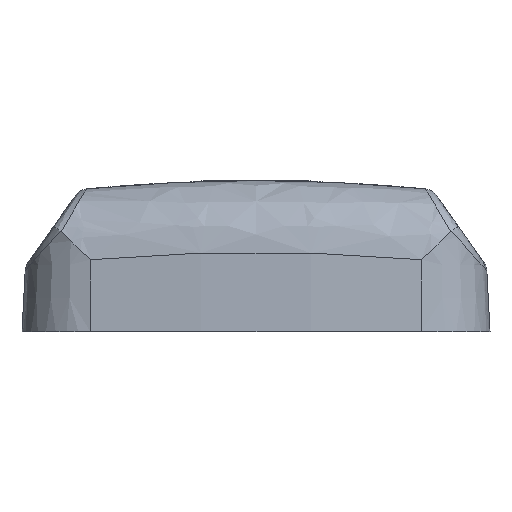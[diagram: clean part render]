
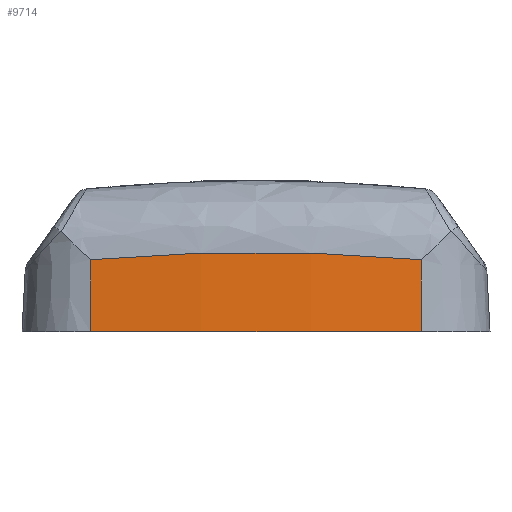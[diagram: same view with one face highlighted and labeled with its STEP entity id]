
A CAD part, front view. The second image highlights one B-rep face of the part: STEP entity #9714.
In plain terms, the highlighted conical face has half-angle 3 degrees and reference radius 348.166 mm.
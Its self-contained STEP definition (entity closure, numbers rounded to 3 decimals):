
#405 = CARTESIAN_POINT ( 'NONE',  ( 32.84, -121.703, 14.307 ) ) ;
#1221 = DIRECTION ( 'NONE',  ( 0.005, -0.052, -0.999 ) ) ;
#1635 = CARTESIAN_POINT ( 'NONE',  ( -32.91, -122.449, 0. ) ) ;
#1737 = AXIS2_PLACEMENT_3D ( 'NONE', #6084, #16852, #12893 ) ;
#2040 = VERTEX_POINT ( 'NONE', #15401 ) ;
#2958 = CARTESIAN_POINT ( 'NONE',  ( 21.937, -122.681, 15.291 ) ) ;
#3144 = CARTESIAN_POINT ( 'NONE',  ( -10.991, -123.173, 15.785 ) ) ;
#4182 = EDGE_CURVE ( 'NONE', #16060, #2040, #5656, .T. ) ;
#4302 = CARTESIAN_POINT ( 'NONE',  ( 10.991, -123.173, 15.785 ) ) ;
#4556 = CARTESIAN_POINT ( 'NONE',  ( 32.84, -121.703, 14.307 ) ) ;
#5656 = B_SPLINE_CURVE_WITH_KNOTS ( 'NONE', 3,
 ( #405, #2958, #4302, #3144, #16403, #15272 ),
 .UNSPECIFIED., .F., .F.,
 ( 4, 2, 4 ),
 ( 0., 0.033, 0.066 ),
 .UNSPECIFIED. ) ;
#6084 = CARTESIAN_POINT ( 'NONE',  ( 0., 226., 35. ) ) ;
#6377 = CARTESIAN_POINT ( 'NONE',  ( 32.91, -122.449, 0. ) ) ;
#7035 = DIRECTION ( 'NONE',  ( 0., 0., 1. ) ) ;
#8130 = AXIS2_PLACEMENT_3D ( 'NONE', #13928, #7035, #9824 ) ;
#8142 = VERTEX_POINT ( 'NONE', #1635 ) ;
#8289 = EDGE_CURVE ( 'NONE', #16060, #10987, #9673, .T. ) ;
#8645 = CARTESIAN_POINT ( 'NONE',  ( -32.91, -122.449, 0. ) ) ;
#8713 = DIRECTION ( 'NONE',  ( -0.005, -0.052, -0.999 ) ) ;
#9410 = ORIENTED_EDGE ( 'NONE', *, *, #4182, .T. ) ;
#9485 = ORIENTED_EDGE ( 'NONE', *, *, #11134, .T. ) ;
#9518 = CIRCLE ( 'NONE', #8130, 350. ) ;
#9673 = LINE ( 'NONE', #6377, #17251 ) ;
#9714 = ADVANCED_FACE ( 'NONE', ( #15968 ), #12581, .T. ) ;
#9807 = VECTOR ( 'NONE', #8713, 1000. ) ;
#9824 = DIRECTION ( 'NONE',  ( 1., 0., 0. ) ) ;
#10987 = VERTEX_POINT ( 'NONE', #12509 ) ;
#11134 = EDGE_CURVE ( 'NONE', #2040, #8142, #14017, .T. ) ;
#12509 = CARTESIAN_POINT ( 'NONE',  ( 32.91, -122.449, 0. ) ) ;
#12581 = CONICAL_SURFACE ( 'NONE', #1737, 348.166, 0.052 ) ;
#12893 = DIRECTION ( 'NONE',  ( -1., 0., 0. ) ) ;
#13928 = CARTESIAN_POINT ( 'NONE',  ( 0., 226., 0. ) ) ;
#14017 = LINE ( 'NONE', #8645, #9807 ) ;
#14353 = ORIENTED_EDGE ( 'NONE', *, *, #8289, .F. ) ;
#15272 = CARTESIAN_POINT ( 'NONE',  ( -32.84, -121.703, 14.307 ) ) ;
#15401 = CARTESIAN_POINT ( 'NONE',  ( -32.84, -121.703, 14.307 ) ) ;
#15968 = FACE_OUTER_BOUND ( 'NONE', #16676, .T. ) ;
#16060 = VERTEX_POINT ( 'NONE', #4556 ) ;
#16065 = EDGE_CURVE ( 'NONE', #8142, #10987, #9518, .T. ) ;
#16394 = ORIENTED_EDGE ( 'NONE', *, *, #16065, .T. ) ;
#16403 = CARTESIAN_POINT ( 'NONE',  ( -21.937, -122.681, 15.291 ) ) ;
#16676 = EDGE_LOOP ( 'NONE', ( #14353, #9410, #9485, #16394 ) ) ;
#16852 = DIRECTION ( 'NONE',  ( 0., 0., -1. ) ) ;
#17251 = VECTOR ( 'NONE', #1221, 1000. ) ;
